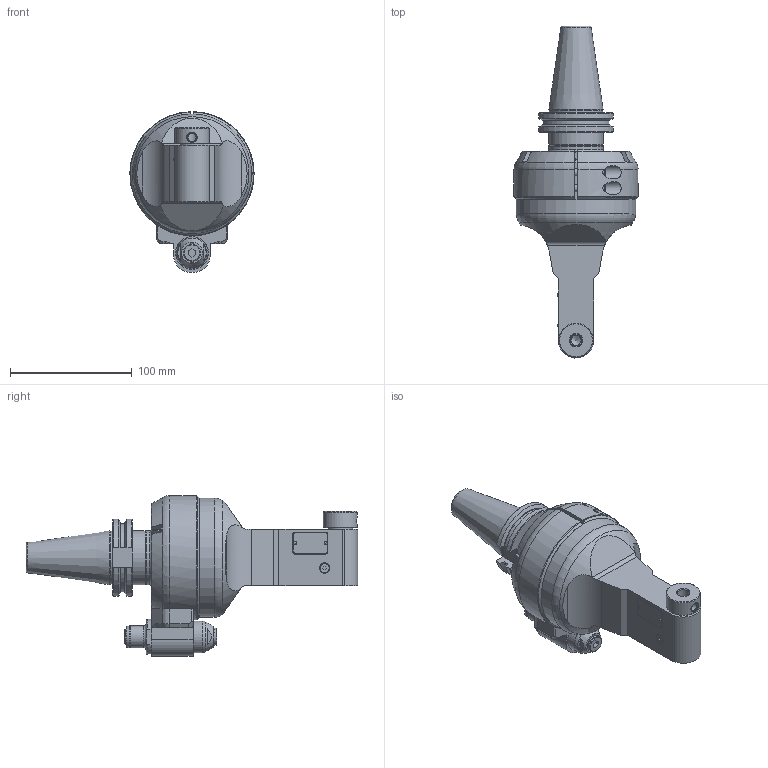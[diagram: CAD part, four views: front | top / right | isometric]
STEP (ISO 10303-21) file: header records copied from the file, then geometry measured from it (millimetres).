
FILE_DESCRIPTION(/* description */ (''),/* implementation_level */ '2;1');
FILE_NAME(/* name */ '9.F90.07000-1C40-EM10.stp',/* time_stamp */ '2025-10-23T14:46:25-04:00',/* author */ ('jkrenzer'),/* organization */ (''),/* preprocessor_version */ 'ST-DEVELOPER v20',/* originating_system */ 'Autodesk Inventor 2025',/* authorisation */ '');
FILE_SCHEMA (('AUTOMOTIVE_DESIGN { 1 0 10303 214 3 1 1 }'));
Length unit declared in the file: inch
Products named in the file (2): 9.F90.07000-1C40-EM10; 9.F90.07000-1C40-EM10_1
Assembly tree (1 placements, depth 2):
  9.F90.07000-1C40-EM10
    9.F90.07000-1C40-EM10_1
Bounding box: 102 x 272.69 x 131.98 mm (x, y, z)
Volume: 803302.4 mm3; surface area: 168252.4 mm2
Topology: 26 solids, 37 shells, 724 faces, 1763 edges, 1147 vertices
Faces by surface type: plane 293, cylinder 215, cone 165, torus 34, sphere 10, bspline 7
Full cylindrical faces by diameter (mm): 2.5 x4, 2.6 x2, 3 x2, 3.2 x4, 3.3 x4, 4 x4, 4.2 x8, 5 x13, 6 x12, 6.5 x3, 6.75 x3, 7 x2, 8 x7, 8.5 x22, 8.821 x1, 9 x1, 9.2 x1, 9.4 x2, 9.525 x1, 10 x6, 10.25 x1, 10.4 x2, 10.5 x1, 11 x2, 12 x5, 12.5 x2, 12.8 x1, 13 x1, 13.376 x1, 14 x1
Entity records: 51494 total; most frequent: CARTESIAN_POINT 34375, DIRECTION 3654, ORIENTED_EDGE 3404, EDGE_CURVE 1713, AXIS2_PLACEMENT_3D 1431, VERTEX_POINT 1147, EDGE_LOOP 870, LINE 792
